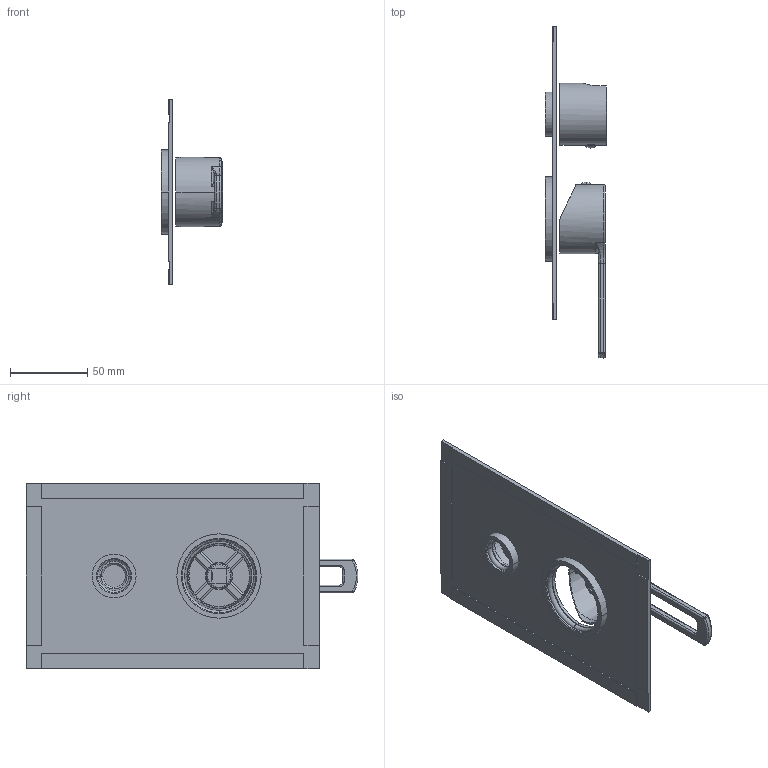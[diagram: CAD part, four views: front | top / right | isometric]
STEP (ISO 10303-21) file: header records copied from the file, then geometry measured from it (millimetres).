
FILE_DESCRIPTION((''),'2;1');
FILE_NAME('RIN018CR-MEST','2021-11-05T08:54:34',('ut3'),('PAFFONI SpA'),'CREO PARAMETRIC BY PTC INC, 2020044','CREO PARAMETRIC BY PTC INC, 2020044','');
FILE_SCHEMA(('CONFIG_CONTROL_DESIGN','SHAPE_APPEARANCE_LAYERS_GROUPS'));
Length unit declared in the file: millimetre
Products named in the file (1): RIN018CR-MEST
Bounding box: 39.85 x 215 x 120 mm (x, y, z)
Volume: 91174.7 mm3; surface area: 72378.9 mm2
Topology: 3 solids, 3 shells, 336 faces, 812 edges, 484 vertices
Faces by surface type: cylinder 108, plane 108, torus 40, cone 33, sphere 25, bspline 22
Entity records: 14651 total; most frequent: CARTESIAN_POINT 4477, DIRECTION 1657, ORIENTED_EDGE 1612, EDGE_CURVE 806, AXIS2_PLACEMENT_3D 654, VERTEX_POINT 484, EDGE_LOOP 364, VECTOR 349
